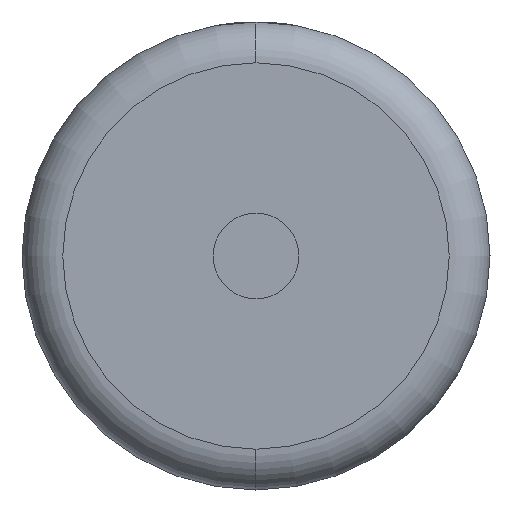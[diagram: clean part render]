
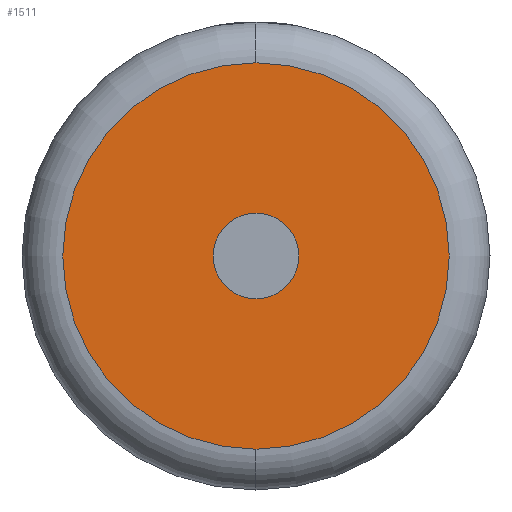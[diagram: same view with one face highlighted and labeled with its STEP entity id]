
A CAD part, left-side view. The second image highlights one B-rep face of the part: STEP entity #1511.
In plain terms, the highlighted planar face has unit normal (-1, 0, 0).
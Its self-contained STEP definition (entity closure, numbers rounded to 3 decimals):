
#8 = VERTEX_POINT ( 'NONE', #2600 ) ;
#82 = EDGE_CURVE ( 'NONE', #2141, #3643, #1913, .T. ) ;
#162 = DIRECTION ( 'NONE',  ( 1., 0., 0. ) ) ;
#409 = EDGE_LOOP ( 'NONE', ( #3212, #3423 ) ) ;
#740 = DIRECTION ( 'NONE',  ( 0., 0., -1. ) ) ;
#787 = DIRECTION ( 'NONE',  ( 0., 0., -1. ) ) ;
#804 = DIRECTION ( 'NONE',  ( 0., 0., -1. ) ) ;
#865 = CARTESIAN_POINT ( 'NONE',  ( 0., 0., 0. ) ) ;
#1041 = DIRECTION ( 'NONE',  ( -1., 0., 0. ) ) ;
#1072 = DIRECTION ( 'NONE',  ( -1., 0., 0. ) ) ;
#1139 = EDGE_CURVE ( 'NONE', #3643, #2141, #1434, .T. ) ;
#1151 = DIRECTION ( 'NONE',  ( -1., 0., 0. ) ) ;
#1434 = CIRCLE ( 'NONE', #2773, 6. ) ;
#1454 = AXIS2_PLACEMENT_3D ( 'NONE', #2662, #162, #2942 ) ;
#1511 = ADVANCED_FACE ( 'NONE', ( #2791, #3746 ), #2841, .F. ) ;
#1535 = EDGE_CURVE ( 'NONE', #8, #2864, #2602, .T. ) ;
#1706 = CARTESIAN_POINT ( 'NONE',  ( 0., 0., 0. ) ) ;
#1750 = CARTESIAN_POINT ( 'NONE',  ( 0., 0., 0. ) ) ;
#1913 = CIRCLE ( 'NONE', #2717, 6. ) ;
#1915 = ORIENTED_EDGE ( 'NONE', *, *, #1139, .F. ) ;
#1933 = CARTESIAN_POINT ( 'NONE',  ( 0., 0., 6. ) ) ;
#2141 = VERTEX_POINT ( 'NONE', #2619 ) ;
#2186 = EDGE_CURVE ( 'NONE', #2864, #8, #3548, .T. ) ;
#2200 = ORIENTED_EDGE ( 'NONE', *, *, #82, .F. ) ;
#2382 = DIRECTION ( 'NONE',  ( -1., 0., 0. ) ) ;
#2600 = CARTESIAN_POINT ( 'NONE',  ( 0., 0., 27.038 ) ) ;
#2602 = CIRCLE ( 'NONE', #3706, 27.038 ) ;
#2619 = CARTESIAN_POINT ( 'NONE',  ( 0., 0., -6. ) ) ;
#2662 = CARTESIAN_POINT ( 'NONE',  ( 0., 0., 0. ) ) ;
#2717 = AXIS2_PLACEMENT_3D ( 'NONE', #1706, #1072, #3849 ) ;
#2773 = AXIS2_PLACEMENT_3D ( 'NONE', #2874, #1041, #740 ) ;
#2791 = FACE_OUTER_BOUND ( 'NONE', #409, .T. ) ;
#2841 = PLANE ( 'NONE',  #1454 ) ;
#2864 = VERTEX_POINT ( 'NONE', #3988 ) ;
#2874 = CARTESIAN_POINT ( 'NONE',  ( 0., 0., 0. ) ) ;
#2942 = DIRECTION ( 'NONE',  ( 0., 0., -1. ) ) ;
#3138 = EDGE_LOOP ( 'NONE', ( #2200, #1915 ) ) ;
#3212 = ORIENTED_EDGE ( 'NONE', *, *, #2186, .T. ) ;
#3423 = ORIENTED_EDGE ( 'NONE', *, *, #1535, .T. ) ;
#3548 = CIRCLE ( 'NONE', #3822, 27.038 ) ;
#3643 = VERTEX_POINT ( 'NONE', #1933 ) ;
#3706 = AXIS2_PLACEMENT_3D ( 'NONE', #1750, #1151, #787 ) ;
#3746 = FACE_BOUND ( 'NONE', #3138, .T. ) ;
#3822 = AXIS2_PLACEMENT_3D ( 'NONE', #865, #2382, #804 ) ;
#3849 = DIRECTION ( 'NONE',  ( 0., 0., -1. ) ) ;
#3988 = CARTESIAN_POINT ( 'NONE',  ( 0., 0., -27.038 ) ) ;
